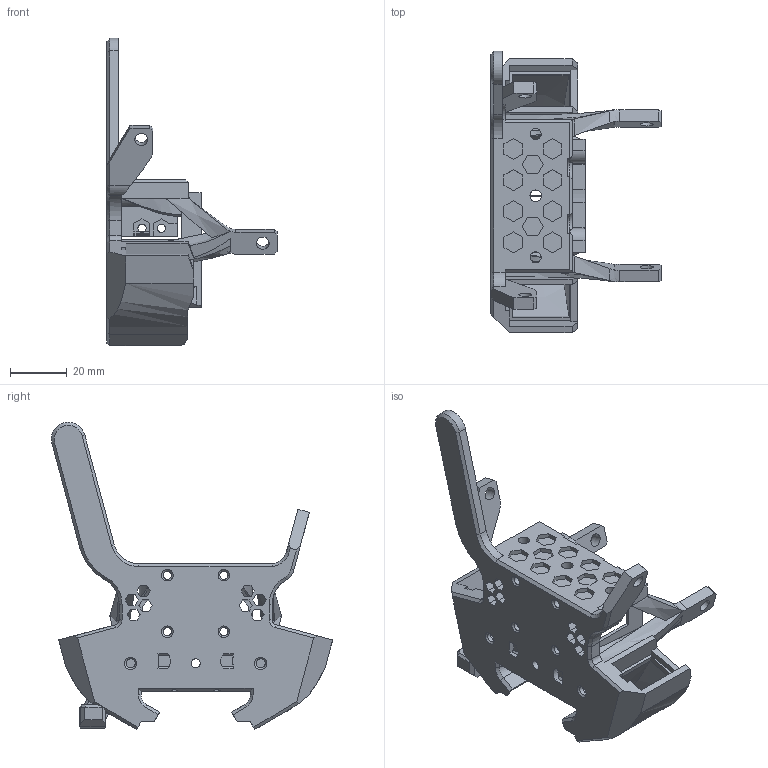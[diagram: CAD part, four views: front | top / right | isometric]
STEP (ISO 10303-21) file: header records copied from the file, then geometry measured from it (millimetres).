
FILE_DESCRIPTION(/* description */ ('STEP AP242','CAx-IF Rec.Pracs.---Representation and Presentation of Product Manufacturing Information (PMI)---4.0---2014-10-13','CAx-IF Rec.Pracs.---3D Tessellated Geometry---0.4---2014-09-14','2;1'),/* implementation_level */ '2;1');
FILE_NAME(/* name */ '65b9a0eea8e2bf108fa15ddb',/* time_stamp */ '2024-01-31T01:22:56Z',/* author */ (''),/* organization */ (''),/* preprocessor_version */ 'ST-DEVELOPER v19.4',/* originating_system */ ' ',/* authorisation */ ' ');
FILE_SCHEMA (('AP242_MANAGED_MODEL_BASED_3D_ENGINEERING_MIM_LF { 1 0 10303 442 1 1 4 }'));
Length unit declared in the file: metre
Products named in the file (3): adapted toolhead (R); Quickdraw Holder (R); toolhead-main-body
Assembly tree (2 placements, depth 2):
  adapted toolhead (R)
    Quickdraw Holder (R)
    toolhead-main-body
Bounding box: 60.1 x 99.36 x 108.55 mm (x, y, z)
Volume: 58082.3 mm3; surface area: 34461.8 mm2
Topology: 2 solids, 2 shells, 773 faces, 2117 edges, 1347 vertices
Faces by surface type: plane 541, cylinder 106, bspline 82, cone 44
Full cylindrical faces by diameter (mm): 2 x2, 2.9 x6, 3.2 x7, 3.9 x2, 4 x2, 4.05 x1, 4.5 x4, 5.1 x2, 6.5 x2
Entity records: 26057 total; most frequent: CARTESIAN_POINT 6934, ORIENTED_EDGE 4112, DIRECTION 3494, EDGE_CURVE 2056, LINE 1516, VECTOR 1516, VERTEX_POINT 1328, AXIS2_PLACEMENT_3D 989
